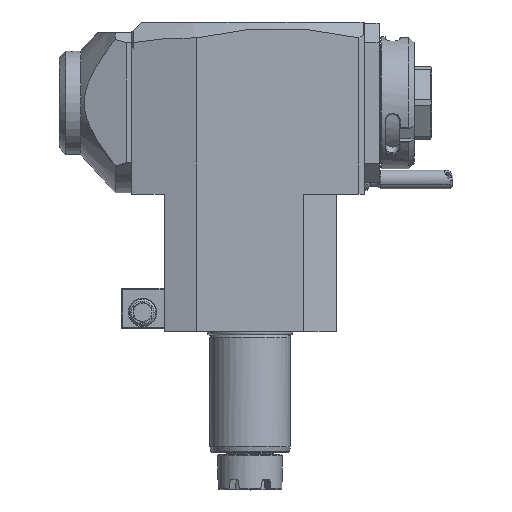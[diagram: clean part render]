
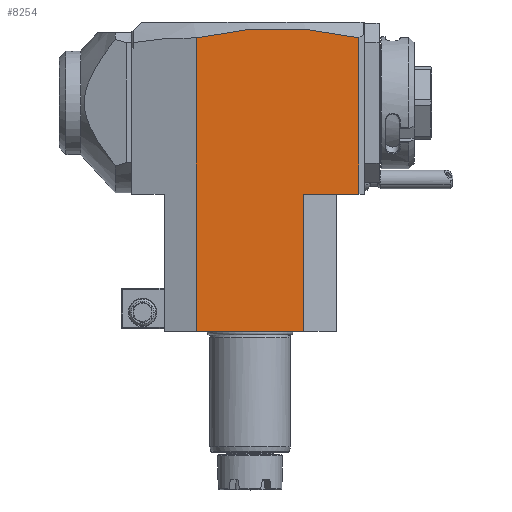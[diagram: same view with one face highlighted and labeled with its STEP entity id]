
A CAD part, top view. The second image highlights one B-rep face of the part: STEP entity #8254.
In plain terms, the highlighted planar face has unit normal (0, 0, 1).
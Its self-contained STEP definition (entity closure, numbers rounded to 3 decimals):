
#17=DIRECTION('',(-1.,0.,0.));
#18=VECTOR('',#17,40.);
#19=CARTESIAN_POINT('',(20.,0.,32.));
#20=LINE('',#19,#18);
#187=DIRECTION('',(-1.,0.,0.));
#188=VECTOR('',#187,20.5);
#189=CARTESIAN_POINT('',(40.5,51.,32.));
#190=LINE('',#189,#188);
#191=CARTESIAN_POINT('',(40.5,109.133,32.));
#192=CARTESIAN_POINT('',(35.458,110.345,32.));
#193=CARTESIAN_POINT('',(25.373,112.145,32.));
#194=CARTESIAN_POINT('',(10.247,113.032,32.));
#195=CARTESIAN_POINT('',(-4.877,112.124,32.));
#196=CARTESIAN_POINT('',(-14.959,110.311,32.));
#197=CARTESIAN_POINT('',(-20.,109.092,32.));
#203=DIRECTION('',(0.,1.,0.));
#204=VECTOR('',#203,58.133);
#205=CARTESIAN_POINT('',(40.5,51.,32.));
#206=LINE('',#205,#204);
#430=DIRECTION('',(0.,-1.,0.));
#431=VECTOR('',#430,109.092);
#432=CARTESIAN_POINT('',(-20.,109.092,32.));
#433=LINE('',#432,#431);
#5218=DIRECTION('',(0.,1.,0.));
#5219=VECTOR('',#5218,51.);
#5220=CARTESIAN_POINT('',(20.,0.,32.));
#5221=LINE('',#5220,#5219);
#7533=VERTEX_POINT('',#191);
#7534=VERTEX_POINT('',#197);
#7907=CARTESIAN_POINT('',(40.5,51.,32.));
#7908=VERTEX_POINT('',#7907);
#7921=CARTESIAN_POINT('',(20.,0.,32.));
#7922=VERTEX_POINT('',#7921);
#7923=CARTESIAN_POINT('',(-20.,0.,32.));
#7924=VERTEX_POINT('',#7923);
#8155=CARTESIAN_POINT('',(20.,51.,32.));
#8156=VERTEX_POINT('',#8155);
#8237=CARTESIAN_POINT('',(-35.103,51.,32.));
#8238=DIRECTION('',(0.,0.,1.));
#8239=DIRECTION('',(1.,0.,0.));
#8240=AXIS2_PLACEMENT_3D('',#8237,#8238,#8239);
#8241=PLANE('',#8240);
#8243=ORIENTED_EDGE('',*,*,#8242,.F.);
#8244=ORIENTED_EDGE('',*,*,#8219,.T.);
#8246=ORIENTED_EDGE('',*,*,#8245,.F.);
#8247=ORIENTED_EDGE('',*,*,#8172,.T.);
#8249=ORIENTED_EDGE('',*,*,#8248,.F.);
#8251=ORIENTED_EDGE('',*,*,#8250,.F.);
#8252=EDGE_LOOP('',(#8243,#8244,#8246,#8247,#8249,#8251));
#8253=FACE_OUTER_BOUND('',#8252,.F.);
#198=B_SPLINE_CURVE_WITH_KNOTS('',3,(#191,#192,#193,#194,#195,#196,#197),
.UNSPECIFIED.,.F.,.F.,(4,1,1,1,4),(0.,0.25,0.5,0.75,1.),
.UNSPECIFIED.);
#8172=EDGE_CURVE('',#7922,#7924,#20,.T.);
#8219=EDGE_CURVE('',#7908,#8156,#190,.T.);
#8242=EDGE_CURVE('',#7908,#7533,#206,.T.);
#8245=EDGE_CURVE('',#7922,#8156,#5221,.T.);
#8248=EDGE_CURVE('',#7534,#7924,#433,.T.);
#8250=EDGE_CURVE('',#7533,#7534,#198,.T.);
#8254=ADVANCED_FACE('',(#8253),#8241,.T.);
